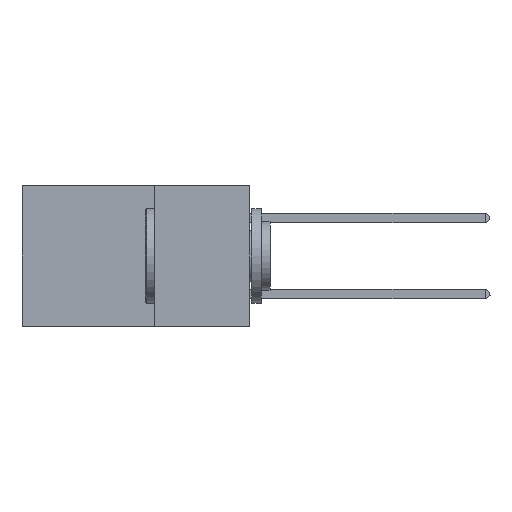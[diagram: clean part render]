
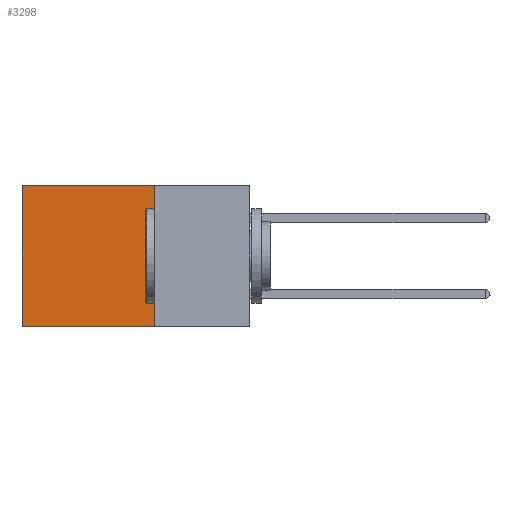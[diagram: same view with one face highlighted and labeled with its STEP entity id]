
A CAD part, left-side view. The second image highlights one B-rep face of the part: STEP entity #3298.
In plain terms, the highlighted planar face has unit normal (-1, 0, 0).
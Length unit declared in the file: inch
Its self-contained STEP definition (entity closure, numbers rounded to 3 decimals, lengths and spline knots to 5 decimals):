
#335 = DIRECTION ( 'NONE',  ( 0., 0., -1. ) ) ;
#1228 = CARTESIAN_POINT ( 'NONE',  ( 0.2875, 0.25, -0.37 ) ) ;
#1868 = LINE ( 'NONE', #1228, #15861 ) ;
#1877 = LINE ( 'NONE', #21909, #14357 ) ;
#3298 = ADVANCED_FACE ( 'NONE', ( #30697 ), #19219, .F. ) ;
#3892 = ORIENTED_EDGE ( 'NONE', *, *, #27769, .T. ) ;
#4370 = CARTESIAN_POINT ( 'NONE',  ( 0.2875, 0.25, 0. ) ) ;
#4749 = DIRECTION ( 'NONE',  ( 0., 0., -1. ) ) ;
#6338 = CARTESIAN_POINT ( 'NONE',  ( 0.2875, 0.25, 0. ) ) ;
#8509 = VERTEX_POINT ( 'NONE', #28925 ) ;
#10360 = DIRECTION ( 'NONE',  ( 0., 1., 0. ) ) ;
#11735 = AXIS2_PLACEMENT_3D ( 'NONE', #4370, #31560, #19322 ) ;
#13577 = LINE ( 'NONE', #6338, #21835 ) ;
#13880 = DIRECTION ( 'NONE',  ( 0., 1., 0. ) ) ;
#14357 = VECTOR ( 'NONE', #4749, 39.37008 ) ;
#14381 = EDGE_CURVE ( 'NONE', #20299, #19987, #13577, .T. ) ;
#15861 = VECTOR ( 'NONE', #13880, 39.37008 ) ;
#16379 = VERTEX_POINT ( 'NONE', #25347 ) ;
#17364 = CARTESIAN_POINT ( 'NONE',  ( 0.2875, 0.25, 0. ) ) ;
#18987 = ORIENTED_EDGE ( 'NONE', *, *, #14381, .T. ) ;
#19219 = PLANE ( 'NONE',  #11735 ) ;
#19322 = DIRECTION ( 'NONE',  ( 0., 0., -1. ) ) ;
#19364 = EDGE_LOOP ( 'NONE', ( #3892, #29132, #26579, #18987 ) ) ;
#19987 = VERTEX_POINT ( 'NONE', #20617 ) ;
#20299 = VERTEX_POINT ( 'NONE', #17364 ) ;
#20617 = CARTESIAN_POINT ( 'NONE',  ( 0.2875, 0.6, 0. ) ) ;
#21835 = VECTOR ( 'NONE', #10360, 39.37008 ) ;
#21909 = CARTESIAN_POINT ( 'NONE',  ( 0.2875, 0.6, 0. ) ) ;
#22746 = CARTESIAN_POINT ( 'NONE',  ( 0.2875, 0.25, 0. ) ) ;
#23942 = EDGE_CURVE ( 'NONE', #20299, #8509, #29308, .T. ) ;
#24994 = VECTOR ( 'NONE', #335, 39.37008 ) ;
#25347 = CARTESIAN_POINT ( 'NONE',  ( 0.2875, 0.6, -0.37 ) ) ;
#26284 = EDGE_CURVE ( 'NONE', #8509, #16379, #1868, .T. ) ;
#26579 = ORIENTED_EDGE ( 'NONE', *, *, #23942, .F. ) ;
#27769 = EDGE_CURVE ( 'NONE', #19987, #16379, #1877, .T. ) ;
#28925 = CARTESIAN_POINT ( 'NONE',  ( 0.2875, 0.25, -0.37 ) ) ;
#29132 = ORIENTED_EDGE ( 'NONE', *, *, #26284, .F. ) ;
#29308 = LINE ( 'NONE', #22746, #24994 ) ;
#30697 = FACE_OUTER_BOUND ( 'NONE', #19364, .T. ) ;
#31560 = DIRECTION ( 'NONE',  ( 1., 0., 0. ) ) ;
